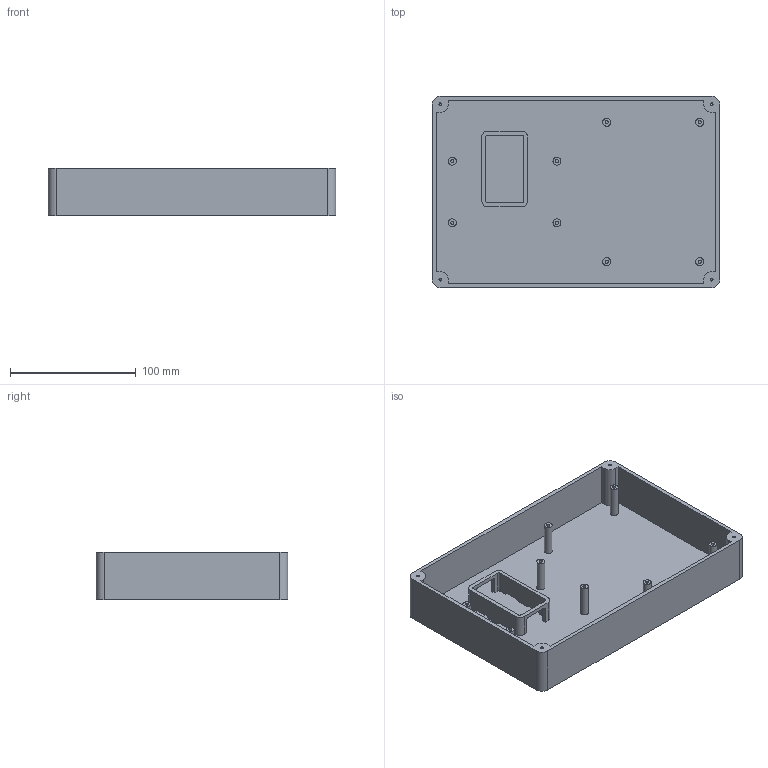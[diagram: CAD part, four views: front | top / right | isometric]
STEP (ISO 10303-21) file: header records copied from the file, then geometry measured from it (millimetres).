
FILE_DESCRIPTION(/* description */ ('STEP AP242','CAx-IF Rec.Pracs.---Representation and Presentation of Product Manufacturing Information (PMI)---4.0---2014-10-13','CAx-IF Rec.Pracs.---3D Tessellated Geometry---0.4---2014-09-14','2;1'),/* implementation_level */ '2;1');
FILE_NAME(/* name */ '67bd6c56f8ee487f88d27818',/* time_stamp */ '2025-02-25T07:08:07Z',/* author */ (''),/* organization */ (''),/* preprocessor_version */ 'ST-DEVELOPER v20',/* originating_system */ 'ONSHAPE BY PTC INC, 1.194',/* authorisation */ ' ');
FILE_SCHEMA (('AP242_MANAGED_MODEL_BASED_3D_ENGINEERING_MIM_LF { 1 0 10303 442 1 1 4 }'));
Length unit declared in the file: metre
Products named in the file (2): Bottom Print; Part 1
Assembly tree (1 placements, depth 2):
  Bottom Print
    Part 1
Bounding box: 228.6 x 152.4 x 38.1 mm (x, y, z)
Volume: 217536.6 mm3; surface area: 133853.1 mm2
Topology: 1 solids, 1 shells, 106 faces, 276 edges, 184 vertices
Faces by surface type: plane 54, cylinder 48, cone 4
Full cylindrical faces by diameter (mm): 2.083 x4, 2.5 x8, 6.35 x8
Entity records: 3165 total; most frequent: DIRECTION 556, CARTESIAN_POINT 532, ORIENTED_EDGE 488, EDGE_CURVE 244, AXIS2_PLACEMENT_3D 204, VERTEX_POINT 180, FACE_BOUND 158, EDGE_LOOP 154
